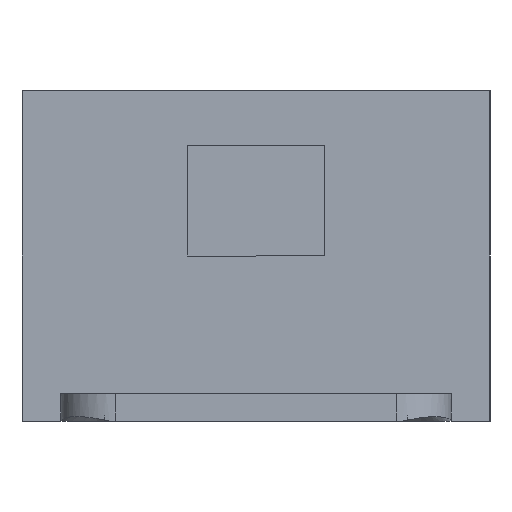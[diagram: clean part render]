
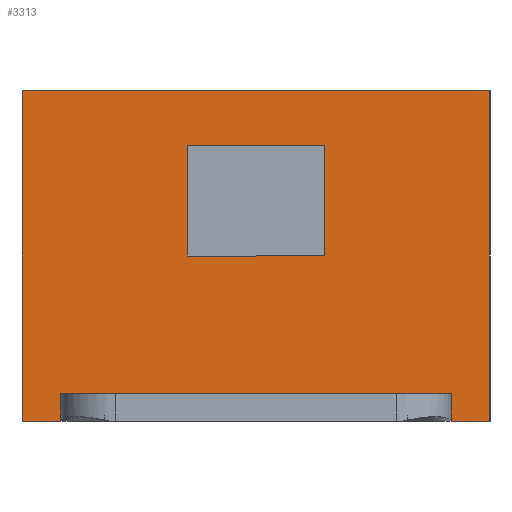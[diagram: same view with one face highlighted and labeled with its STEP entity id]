
A CAD part, left-side view. The second image highlights one B-rep face of the part: STEP entity #3313.
In plain terms, the highlighted planar face has unit normal (-1, 0, 0).
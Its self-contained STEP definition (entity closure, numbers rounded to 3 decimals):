
#66 = DIRECTION ( 'NONE',  ( 0., 0., -1. ) ) ;
#86 = CARTESIAN_POINT ( 'NONE',  ( 0., 22., 20. ) ) ;
#97 = ORIENTED_EDGE ( 'NONE', *, *, #4134, .T. ) ;
#102 = LINE ( 'NONE', #2435, #1190 ) ;
#249 = VECTOR ( 'NONE', #3374, 1000. ) ;
#273 = DIRECTION ( 'NONE',  ( 0., 0., 1. ) ) ;
#368 = VERTEX_POINT ( 'NONE', #797 ) ;
#374 = DIRECTION ( 'NONE',  ( 0., 0., -1. ) ) ;
#398 = ORIENTED_EDGE ( 'NONE', *, *, #1205, .F. ) ;
#460 = EDGE_LOOP ( 'NONE', ( #553, #2803, #97, #2972, #398, #3745, #2634, #2991 ) ) ;
#538 = EDGE_CURVE ( 'NONE', #930, #5632, #5475, .T. ) ;
#551 = CARTESIAN_POINT ( 'NONE',  ( 0., 0., 2. ) ) ;
#553 = ORIENTED_EDGE ( 'NONE', *, *, #2922, .F. ) ;
#571 = DIRECTION ( 'NONE',  ( 0., -1., 0. ) ) ;
#691 = VECTOR ( 'NONE', #4228, 1000. ) ;
#797 = CARTESIAN_POINT ( 'NONE',  ( 0., 31.2, 0. ) ) ;
#878 = EDGE_CURVE ( 'NONE', #5516, #930, #2673, .T. ) ;
#930 = VERTEX_POINT ( 'NONE', #3229 ) ;
#1047 = DIRECTION ( 'NONE',  ( 0., 0., 1. ) ) ;
#1190 = VECTOR ( 'NONE', #3376, 1000. ) ;
#1205 = EDGE_CURVE ( 'NONE', #4758, #6012, #1248, .T. ) ;
#1227 = LINE ( 'NONE', #3138, #1359 ) ;
#1248 = LINE ( 'NONE', #4109, #5177 ) ;
#1297 = VECTOR ( 'NONE', #3589, 1000. ) ;
#1304 = ORIENTED_EDGE ( 'NONE', *, *, #3735, .F. ) ;
#1341 = CARTESIAN_POINT ( 'NONE',  ( 0., 12., 12. ) ) ;
#1359 = VECTOR ( 'NONE', #5063, 1000. ) ;
#1499 = PLANE ( 'NONE',  #4862 ) ;
#1643 = CARTESIAN_POINT ( 'NONE',  ( 0., 34., 24. ) ) ;
#1648 = CARTESIAN_POINT ( 'NONE',  ( 0., 0., 0. ) ) ;
#1652 = VERTEX_POINT ( 'NONE', #3782 ) ;
#1734 = EDGE_CURVE ( 'NONE', #368, #3911, #5858, .T. ) ;
#1962 = CARTESIAN_POINT ( 'NONE',  ( 0., 0., 0. ) ) ;
#1972 = FACE_BOUND ( 'NONE', #5704, .T. ) ;
#2062 = CARTESIAN_POINT ( 'NONE',  ( 0., 0., 24. ) ) ;
#2088 = DIRECTION ( 'NONE',  ( 0., -1., 0. ) ) ;
#2152 = LINE ( 'NONE', #1648, #3465 ) ;
#2180 = LINE ( 'NONE', #2926, #4965 ) ;
#2324 = CARTESIAN_POINT ( 'NONE',  ( 0., 22., 12. ) ) ;
#2435 = CARTESIAN_POINT ( 'NONE',  ( 0., 0., 2. ) ) ;
#2464 = EDGE_CURVE ( 'NONE', #5632, #6018, #4702, .T. ) ;
#2468 = CARTESIAN_POINT ( 'NONE',  ( 0., 22., 12. ) ) ;
#2473 = DIRECTION ( 'NONE',  ( 1., 0., 0. ) ) ;
#2634 = ORIENTED_EDGE ( 'NONE', *, *, #4362, .T. ) ;
#2673 = LINE ( 'NONE', #4583, #5423 ) ;
#2689 = CARTESIAN_POINT ( 'NONE',  ( 0., 2.8, 0. ) ) ;
#2803 = ORIENTED_EDGE ( 'NONE', *, *, #4150, .F. ) ;
#2842 = LINE ( 'NONE', #5730, #249 ) ;
#2914 = CARTESIAN_POINT ( 'NONE',  ( 0., 34., 2. ) ) ;
#2922 = EDGE_CURVE ( 'NONE', #1652, #3911, #102, .T. ) ;
#2926 = CARTESIAN_POINT ( 'NONE',  ( 0., 0., 2. ) ) ;
#2972 = ORIENTED_EDGE ( 'NONE', *, *, #3420, .F. ) ;
#2991 = ORIENTED_EDGE ( 'NONE', *, *, #1734, .T. ) ;
#3111 = ORIENTED_EDGE ( 'NONE', *, *, #878, .F. ) ;
#3126 = CARTESIAN_POINT ( 'NONE',  ( 0., 31.2, 2. ) ) ;
#3138 = CARTESIAN_POINT ( 'NONE',  ( 0., 22., 12. ) ) ;
#3229 = CARTESIAN_POINT ( 'NONE',  ( 0., 12., 20. ) ) ;
#3234 = VERTEX_POINT ( 'NONE', #3884 ) ;
#3303 = EDGE_CURVE ( 'NONE', #4758, #3234, #3416, .T. ) ;
#3313 = ADVANCED_FACE ( 'NONE', ( #1972, #4856 ), #1499, .F. ) ;
#3374 = DIRECTION ( 'NONE',  ( 0., 0., 1. ) ) ;
#3376 = DIRECTION ( 'NONE',  ( 0., 1., 0. ) ) ;
#3416 = LINE ( 'NONE', #2914, #4160 ) ;
#3420 = EDGE_CURVE ( 'NONE', #6012, #3787, #2180, .T. ) ;
#3438 = CARTESIAN_POINT ( 'NONE',  ( 0., 31.2, -8. ) ) ;
#3446 = DIRECTION ( 'NONE',  ( 0., 0., -1. ) ) ;
#3465 = VECTOR ( 'NONE', #2088, 1000. ) ;
#3589 = DIRECTION ( 'NONE',  ( 0., 1., 0. ) ) ;
#3735 = EDGE_CURVE ( 'NONE', #6018, #5516, #1227, .T. ) ;
#3745 = ORIENTED_EDGE ( 'NONE', *, *, #3303, .T. ) ;
#3782 = CARTESIAN_POINT ( 'NONE',  ( 0., 2.8, 2. ) ) ;
#3787 = VERTEX_POINT ( 'NONE', #4795 ) ;
#3884 = CARTESIAN_POINT ( 'NONE',  ( 0., 34., 0. ) ) ;
#3911 = VERTEX_POINT ( 'NONE', #3126 ) ;
#4025 = CARTESIAN_POINT ( 'NONE',  ( 0., 22., 20. ) ) ;
#4099 = VERTEX_POINT ( 'NONE', #2689 ) ;
#4109 = CARTESIAN_POINT ( 'NONE',  ( 0., 34., 24. ) ) ;
#4134 = EDGE_CURVE ( 'NONE', #4099, #3787, #4311, .T. ) ;
#4150 = EDGE_CURVE ( 'NONE', #4099, #1652, #2842, .T. ) ;
#4160 = VECTOR ( 'NONE', #3446, 1000. ) ;
#4228 = DIRECTION ( 'NONE',  ( 0., 0., -1. ) ) ;
#4311 = LINE ( 'NONE', #1962, #5472 ) ;
#4362 = EDGE_CURVE ( 'NONE', #3234, #368, #2152, .T. ) ;
#4383 = ORIENTED_EDGE ( 'NONE', *, *, #2464, .F. ) ;
#4579 = DIRECTION ( 'NONE',  ( 0., -1., 0. ) ) ;
#4583 = CARTESIAN_POINT ( 'NONE',  ( 0., 12., 12. ) ) ;
#4702 = LINE ( 'NONE', #2324, #691 ) ;
#4758 = VERTEX_POINT ( 'NONE', #1643 ) ;
#4795 = CARTESIAN_POINT ( 'NONE',  ( 0., 0., 0. ) ) ;
#4856 = FACE_OUTER_BOUND ( 'NONE', #460, .T. ) ;
#4862 = AXIS2_PLACEMENT_3D ( 'NONE', #551, #2473, #374 ) ;
#4965 = VECTOR ( 'NONE', #66, 1000. ) ;
#5008 = ORIENTED_EDGE ( 'NONE', *, *, #538, .F. ) ;
#5063 = DIRECTION ( 'NONE',  ( 0., -1., 0. ) ) ;
#5177 = VECTOR ( 'NONE', #4579, 1000. ) ;
#5423 = VECTOR ( 'NONE', #273, 1000. ) ;
#5472 = VECTOR ( 'NONE', #571, 1000. ) ;
#5475 = LINE ( 'NONE', #4025, #1297 ) ;
#5516 = VERTEX_POINT ( 'NONE', #1341 ) ;
#5632 = VERTEX_POINT ( 'NONE', #86 ) ;
#5704 = EDGE_LOOP ( 'NONE', ( #3111, #1304, #4383, #5008 ) ) ;
#5730 = CARTESIAN_POINT ( 'NONE',  ( 0., 2.8, -8. ) ) ;
#5858 = LINE ( 'NONE', #3438, #5989 ) ;
#5989 = VECTOR ( 'NONE', #1047, 1000. ) ;
#6012 = VERTEX_POINT ( 'NONE', #2062 ) ;
#6018 = VERTEX_POINT ( 'NONE', #2468 ) ;
